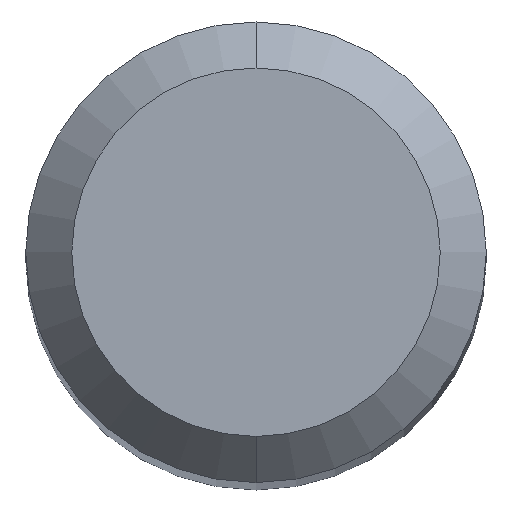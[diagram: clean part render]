
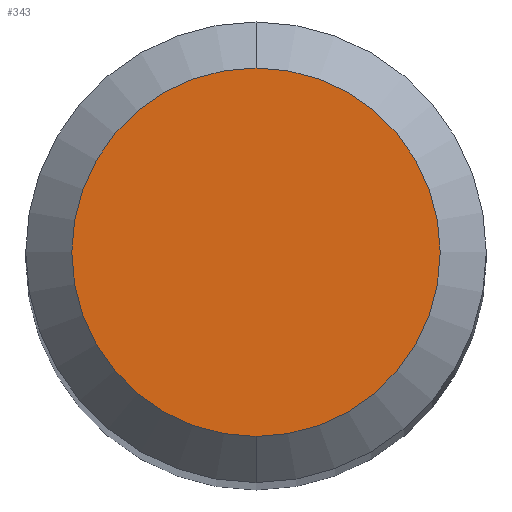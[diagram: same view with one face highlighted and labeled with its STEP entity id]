
A CAD part, top view. The second image highlights one B-rep face of the part: STEP entity #343.
In plain terms, the highlighted planar face has unit normal (0, 0, 1).
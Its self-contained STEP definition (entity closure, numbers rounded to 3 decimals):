
#199=VERTEX_POINT('',#506);
#249=VERTEX_POINT('',#562);
#257=EDGE_CURVE('',#249,#199,#571,.T.);
#259=EDGE_CURVE('',#199,#249,#573,.T.);
#343=ADVANCED_FACE('',(#665),#666,.T.);
#506=CARTESIAN_POINT('',(0.,-1.2,0.0));
#562=CARTESIAN_POINT('',(0.0,1.2,0.0));
#571=CIRCLE('',#970,1.2);
#573=CIRCLE('',#973,1.2);
#665=FACE_OUTER_BOUND('',#1124,.T.);
#666=PLANE('',#1125);
#970=AXIS2_PLACEMENT_3D('',#1536,#1537,#1538);
#973=AXIS2_PLACEMENT_3D('',#1539,#1540,#1541);
#1124=EDGE_LOOP('',(#1646,#1647));
#1125=AXIS2_PLACEMENT_3D('',#1648,#1649,#1650);
#1536=CARTESIAN_POINT('',(0.0,0.0,0.0));
#1537=DIRECTION('',(0.0,0.0,-1.0));
#1538=DIRECTION('',(0.0,1.0,0.0));
#1539=CARTESIAN_POINT('',(0.0,0.0,0.0));
#1540=DIRECTION('',(0.0,0.0,-1.0));
#1541=DIRECTION('',(0.0,1.0,0.0));
#1646=ORIENTED_EDGE('',*,*,#257,.F.);
#1647=ORIENTED_EDGE('',*,*,#259,.F.);
#1648=CARTESIAN_POINT('',(0.0,0.6,0.0));
#1649=DIRECTION('',(-0.0,0.0,1.0));
#1650=DIRECTION('',(0.0,-1.0,0.0));
